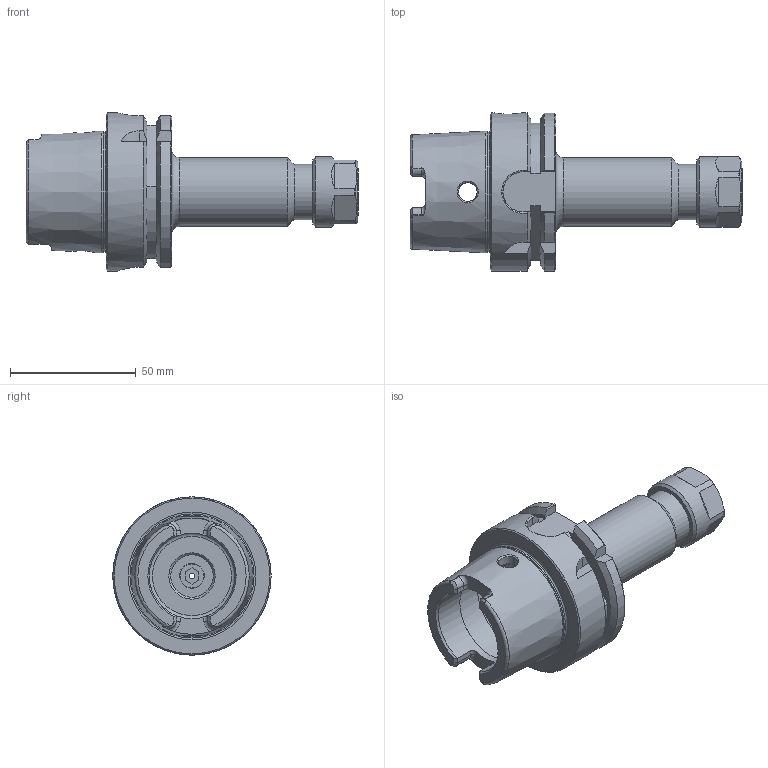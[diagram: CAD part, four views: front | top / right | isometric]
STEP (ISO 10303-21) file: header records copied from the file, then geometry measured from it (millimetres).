
FILE_DESCRIPTION((''),'2;1');
FILE_NAME('H63-16ERF394.stp','2014-08-21T10:05:04',('kaykin'),(''),'Autodesk Inventor 2012','Autodesk Inventor 2012','');
FILE_SCHEMA(('AUTOMOTIVE_DESIGN { 1 0 10303 214 1 1 1 1 }'));
Length unit declared in the file: inch
Products named in the file (4): H63-16ERF394; H63-16ER4-1; 16ERHN; BS-20
Assembly tree (3 placements, depth 2):
  H63-16ERF394
    H63-16ER4-1
    16ERHN
    BS-20
Bounding box: 132.21 x 63 x 63 mm (x, y, z)
Volume: 115301.7 mm3; surface area: 33849.5 mm2
Topology: 3 solids, 3 shells, 189 faces, 477 edges, 301 vertices
Faces by surface type: plane 84, cylinder 46, cone 33, torus 19, bspline 7
Full cylindrical faces by diameter (mm): 2.286 x1, 7.5 x2, 9.462 x1, 9.728 x1, 10 x1, 10.973 x1, 11.176 x1, 12.9 x1, 16.8 x1, 16.916 x1, 18.4 x1, 19.016 x1, 20.5 x1, 22 x1, 23 x1, 27.432 x1, 28 x1, 34 x2, 40 x1, 48.041 x1, 63 x1
Entity records: 6333 total; most frequent: CARTESIAN_POINT 1883, DIRECTION 872, ORIENTED_EDGE 826, EDGE_CURVE 413, AXIS2_PLACEMENT_3D 353, VERTEX_POINT 286, EDGE_LOOP 255, FACE_OUTER_BOUND 189
